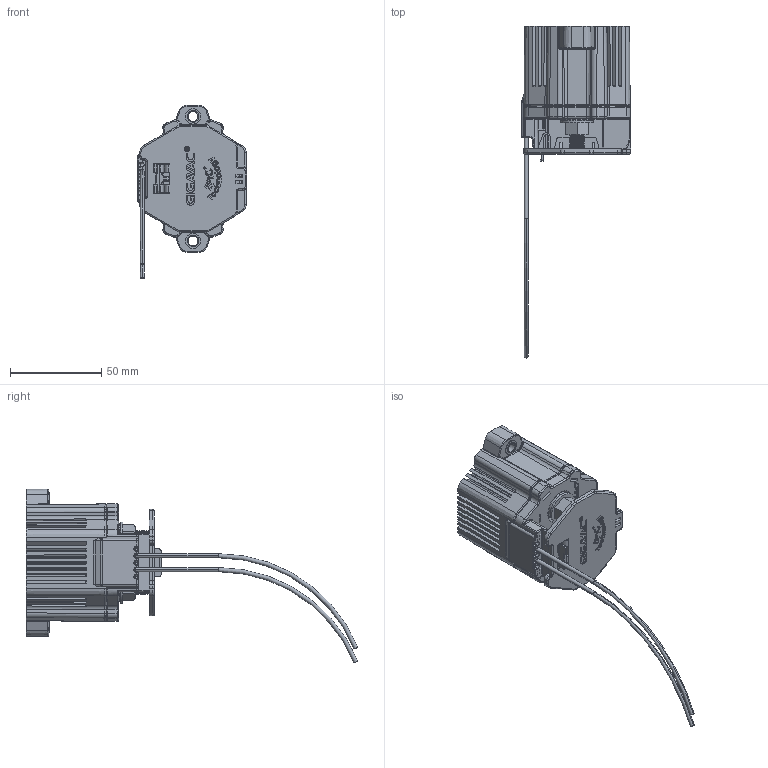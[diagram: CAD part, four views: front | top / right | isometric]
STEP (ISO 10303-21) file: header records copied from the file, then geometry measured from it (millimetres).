
FILE_DESCRIPTION (( 'STEP AP214' ), '1' );
FILE_NAME ('MX21_step_121815.STEP', '2015-12-18T22:01:46', ( 'Temp' ), ( '' ), 'SwSTEP 2.0', 'SolidWorks 2014', '' );
FILE_SCHEMA (( 'AUTOMOTIVE_DESIGN' ));
Length unit declared in the file: inch
Products named in the file (1): MX21_step_121815
Bounding box: 59.83 x 182 x 95.34 mm (x, y, z)
Volume: 62055.6 mm3; surface area: 72077.2 mm2
Topology: 13 solids, 13 shells, 2681 faces, 7092 edges, 4424 vertices
Faces by surface type: plane 1069, cylinder 1009, torus 303, bspline 171, sphere 74, cone 55
Entity records: 128576 total; most frequent: CARTESIAN_POINT 29530, ORIENTED_EDGE 14024, DIRECTION 12981, EDGE_CURVE 7012, AXIS2_PLACEMENT_3D 4593, VERTEX_POINT 4424, VECTOR 3795, LINE 3795
